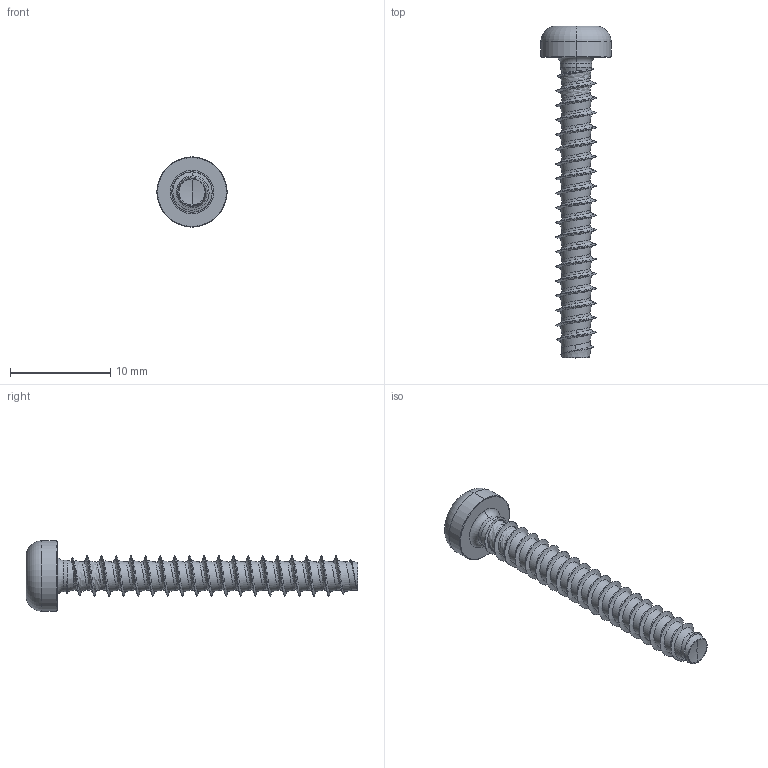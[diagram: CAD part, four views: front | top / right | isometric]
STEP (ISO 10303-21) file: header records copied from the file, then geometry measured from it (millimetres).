
FILE_DESCRIPTION (( 'STEP AP203' ), '1' );
FILE_NAME ('STP420400300.STEP', '2017-08-16T15:01:04', ( '' ), ( '' ), 'SwSTEP 2.0', 'SolidWorks 2015', '' );
FILE_SCHEMA (( 'CONFIG_CONTROL_DESIGN' ));
Products named in the file (1): STP420400300
Bounding box: 7 x 33.09 x 7 mm (x, y, z)
Volume: 313.5 mm3; surface area: 597.8 mm2
Topology: 1 solids, 1 shells, 128 faces, 324 edges, 200 vertices
Faces by surface type: cylinder 67, bspline 35, cone 11, torus 10, plane 3, sphere 2
Entity records: 34774 total; most frequent: CARTESIAN_POINT 32090, ORIENTED_EDGE 648, DIRECTION 410, EDGE_CURVE 324, VERTEX_POINT 200, AXIS2_PLACEMENT_3D 164, B_SPLINE_CURVE_WITH_KNOTS 132, EDGE_LOOP 130
